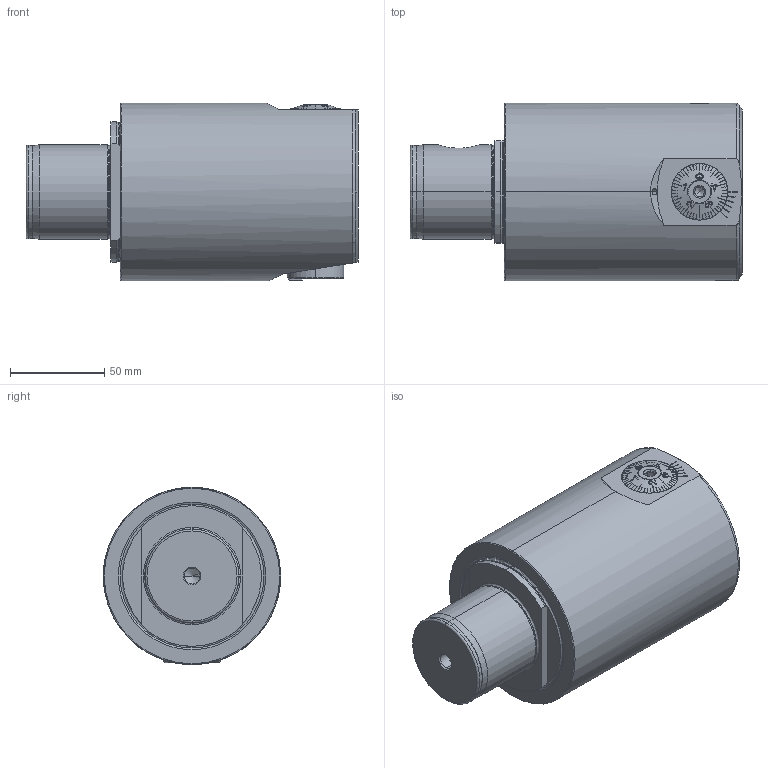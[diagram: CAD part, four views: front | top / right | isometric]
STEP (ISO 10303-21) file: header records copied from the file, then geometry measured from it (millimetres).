
FILE_DESCRIPTION (( 'STEP AP203' ), '1' );
FILE_NAME ('MB9.F94.K21.130.STEP', '2011-12-23T12:36:25', ( 'baer' ), ( 'Hewlett-Packard Company' ), 'SwSTEP 2.0', 'SolidWorks 2011', '' );
FILE_SCHEMA (( 'CONFIG_CONTROL_DESIGN' ));
Length unit declared in the file: millimetre
Products named in the file (17): MB9.F94.K21.130; Klebstoff D10; A55-BG3.011.033_A_gekürzt; F94-BG1.014.082; ISO 4026 - M4 x 5_Default; DIN 3771 - 25x1.5; F94-BG2.015.024_B; F94-BG2.014.024_B; A55-BG2.011.016_D; A55-BG2.012.006_B; A55-BG2.013.005_C; F94-BG1.011.082; F55-BG1.012.012_A; F94-BG1.011.082_B; WCB-ER2.001.009_A; ISO 4026 - M10 x 28_Default; MB9-F94.K20.130_C
Assembly tree (16 placements, depth 4):
  MB9.F94.K21.130
    WCB-ER2.001.009_A
    F94-BG1.014.082
      DIN 3771 - 25x1.5
      A55-BG2.012.006_B
      F94-BG2.015.024_B
        A55-BG2.011.016_D
        F94-BG2.014.024_B
      ISO 4026 - M4 x 5_Default
      A55-BG2.013.005_C
      F94-BG1.011.082
        F55-BG1.012.012_A
        F94-BG1.011.082_B
    Klebstoff D10
    A55-BG3.011.033_A_gekürzt
    MB9-F94.K20.130_C
    ISO 4026 - M10 x 28_Default
Bounding box: 176 x 94 x 94 mm (x, y, z)
Volume: 951419.8 mm3; surface area: 93393.1 mm2
Topology: 13 solids, 13 shells, 698 faces, 1800 edges, 1137 vertices
Faces by surface type: plane 287, cone 178, cylinder 127, torus 69, bspline 35, sphere 2
Entity records: 26253 total; most frequent: CARTESIAN_POINT 8278, ORIENTED_EDGE 3580, DIRECTION 3130, EDGE_CURVE 1790, AXIS2_PLACEMENT_3D 1243, VERTEX_POINT 1137, EDGE_LOOP 743, FACE_OUTER_BOUND 698
